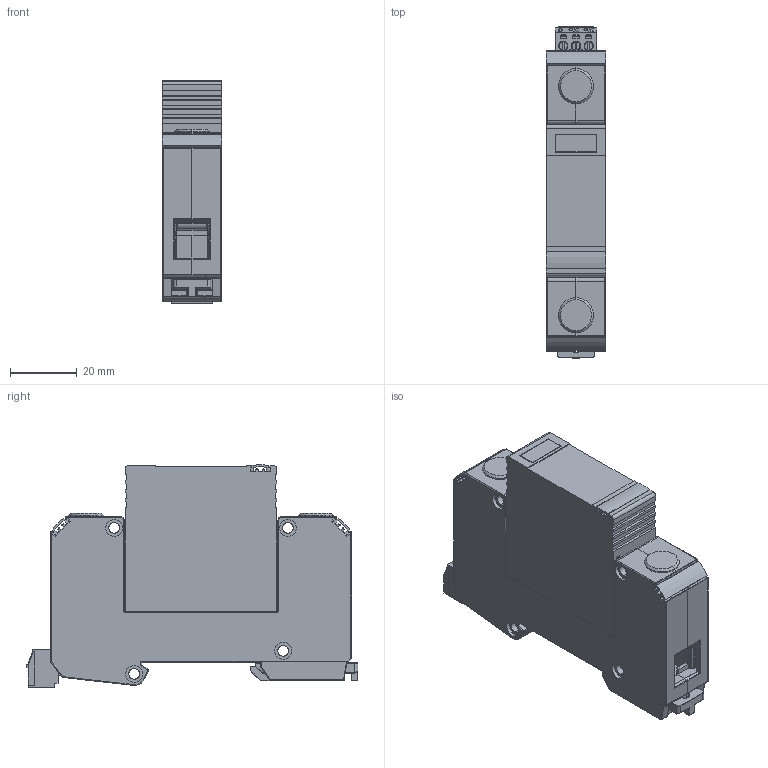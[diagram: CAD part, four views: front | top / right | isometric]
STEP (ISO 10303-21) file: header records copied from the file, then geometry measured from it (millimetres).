
FILE_DESCRIPTION (( 'STEP AP214' ), '1' );
FILE_NAME ('I2R-T2DC-600S-TT_3D.STEP', '2022-02-01T17:41:20', ( '' ), ( '' ), 'SwSTEP 2.0', 'SolidWorks 2021', '' );
FILE_SCHEMA (( 'AUTOMOTIVE_DESIGN' ));
Length unit declared in the file: inch
Products named in the file (41): PS-D-09-0004-1_ASSEMBLY_ASM; PS-D-09-0004-1_SCREW; PS-S-02-0114-1; PS-W-B2-0227-1_PART3; PP-P-03-0087-1; PS-W-B1-0245-1; PS-S-02-0010-3; I2R-T2DC-600S-TT_3D; PS-D-0H-0001-1; PS-W-B1-0008-1; PS-D-09-0003-1_ASM; PS-D-09-0004-1_SOCKET; PS-W-B2-0005-1; PS-D-0H-0002-1; PS-D-09-0003-1_PIN; PS-D-09-0004-1_SHELL; PS-W-B2-0227-1_ASSY_ASM; PS-W-B2-0227-1_PART2; PS-D-09-0004-1_ASM; PS-W-B2-0003-1; PS-W-B2-0046-1; PS-D-0H-0003-1; PS-W-B2-0005-1_ASSEMBLY_ASM; PS-S-02-0023-2; PS-S-02-0022-1; PS-S-02-0132-1; PS-W-B2-0230-1; PS-W-B2-0044-1; PS-D-09-0003-1_SHELL; D3_1P_BASE_RETROFIT_LEFT; 34S431KBD; D3_1P_BASE_RETROFIT_RIGHT; PS-S-02-0004-1; PS-S-02-0126-1; PS-W-B2-0227-1_PART1; PS-S-01-0098-1; PS-D-09-0004-1_CLAMPS; PP-W-04-0024-1; PS-D-09-0004-1_COVER; PS-S-02-0127-1 ...
Assembly tree (52 placements, depth 4):
  I2R-T2DC-600S-TT_3D
    D3_1P_BASE_RETROFIT_LEFT
    D3_1P_BASE_RETROFIT_RIGHT
    PS-S-02-0010-3  x2
    PS-W-B2-0005-1_ASSEMBLY_ASM  x2
      PS-W-B2-0005-1
      PS-W-B2-0003-1
      PS-W-B1-0008-1
    PS-S-02-0132-1
    PS-D-0H-0001-1
    PS-D-0H-0002-1
    PS-D-0H-0003-1
    PS-D-09-0003-1_ASM
      PS-D-09-0003-1_SHELL
      PS-D-09-0003-1_PIN  x3
    PS-S-02-0022-1
    PS-S-02-0023-2  x2
    PS-D-09-0004-1_ASSEMBLY_ASM
      PS-D-09-0004-1_ASM
        PS-D-09-0004-1_CLAMPS  x3
        PS-D-09-0004-1_SCREW  x3
        PS-D-09-0004-1_COVER
        PS-D-09-0004-1_SOCKET  x3
        PS-D-09-0004-1_SHELL
      PP-P-03-0087-1
    D3A_MODULE_ASM
      PS-W-B2-0046-1
      PS-S-02-0114-1
      34S431KBD
      PS-W-B2-0044-1
      PS-W-B2-0230-1
      PS-W-B2-0227-1_ASSY_ASM
        PS-W-B2-0227-1_PART1
        PS-W-B2-0227-1_PART2
        PS-W-B2-0227-1_PART3
      PS-S-02-0127-1
      PS-W-B1-0245-1
      PS-S-02-0126-1
      PS-S-01-0098-1
      PS-S-02-0004-1
      PS-S-02-0010-3
      PP-W-04-0024-1
Bounding box: 17.9 x 99.4 x 66.61 mm (x, y, z)
Volume: 45923.9 mm3; surface area: 74041.4 mm2
Topology: 47 solids, 61 shells, 4054 faces, 10943 edges, 6912 vertices
Faces by surface type: plane 2566, cylinder 1045, bspline 348, cone 89, torus 6
Entity records: 184245 total; most frequent: CARTESIAN_POINT 98387, ORIENTED_EDGE 18502, DIRECTION 15770, EDGE_CURVE 9283, VECTOR 6736, LINE 6736, VERTEX_POINT 5900, AXIS2_PLACEMENT_3D 4517
